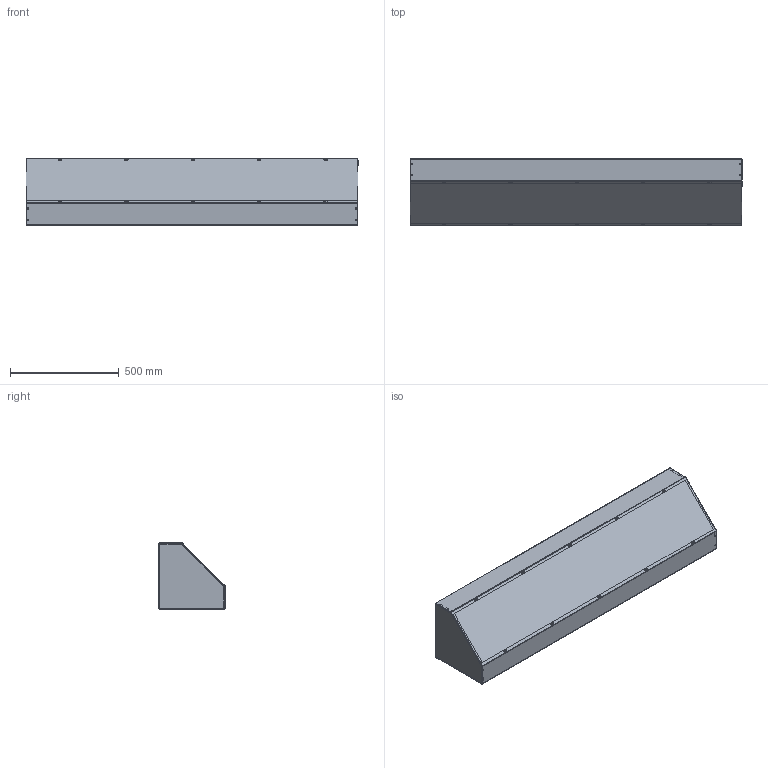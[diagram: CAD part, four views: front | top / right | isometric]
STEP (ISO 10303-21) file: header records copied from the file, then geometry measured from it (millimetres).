
FILE_DESCRIPTION (( 'STEP AP214' ), '1' );
FILE_NAME ('S121260ATNK.STEP', '2021-09-24T20:09:24', ( '' ), ( '' ), 'SwSTEP 2.0', 'SolidWorks 2021', '' );
FILE_SCHEMA (( 'AUTOMOTIVE_DESIGN' ));
Length unit declared in the file: inch
Products named in the file (1): S121260ATNK
Bounding box: 1524 x 306.83 x 306.83 mm (x, y, z)
Volume: 3490540.9 mm3; surface area: 3739515.8 mm2
Topology: 38 solids, 38 shells, 2104 faces, 5074 edges, 3056 vertices
Faces by surface type: cone 600, cylinder 574, plane 470, bspline 372, torus 88
Entity records: 99653 total; most frequent: CARTESIAN_POINT 23005, DIRECTION 10742, ORIENTED_EDGE 10052, EDGE_CURVE 5026, AXIS2_PLACEMENT_3D 4407, VERTEX_POINT 3056, CIRCLE 2674, EDGE_LOOP 2314
